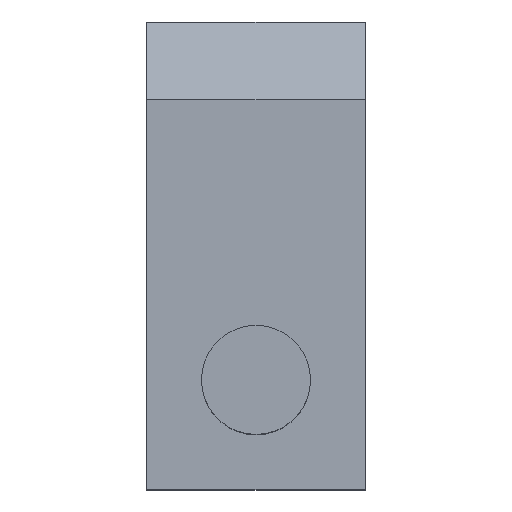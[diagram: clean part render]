
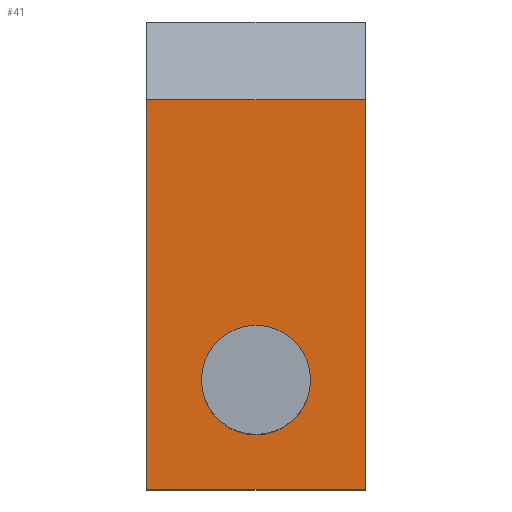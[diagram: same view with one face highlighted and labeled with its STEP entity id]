
A CAD part, top view. The second image highlights one B-rep face of the part: STEP entity #41.
In plain terms, the highlighted planar face has unit normal (0, 0, 1).
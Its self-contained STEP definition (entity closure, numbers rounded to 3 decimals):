
#1 = DIRECTION ( 'NONE',  ( -1., 0., 0. ) ) ;
#32 = CARTESIAN_POINT ( 'NONE',  ( 14., 60., 22.5 ) ) ;
#40 = ORIENTED_EDGE ( 'NONE', *, *, #197, .F. ) ;
#41 = ADVANCED_FACE ( 'NONE', ( #162, #526 ), #206, .F. ) ;
#59 = EDGE_CURVE ( 'NONE', #237, #314, #393, .T. ) ;
#68 = CIRCLE ( 'NONE', #202, 7. ) ;
#79 = VECTOR ( 'NONE', #1, 1000. ) ;
#86 = VERTEX_POINT ( 'NONE', #436 ) ;
#124 = VERTEX_POINT ( 'NONE', #429 ) ;
#125 = EDGE_LOOP ( 'NONE', ( #195, #40 ) ) ;
#138 = CARTESIAN_POINT ( 'NONE',  ( 0., 14., 22.5 ) ) ;
#146 = AXIS2_PLACEMENT_3D ( 'NONE', #166, #164, #316 ) ;
#148 = CARTESIAN_POINT ( 'NONE',  ( -14., 60., 22.5 ) ) ;
#162 = FACE_BOUND ( 'NONE', #125, .T. ) ;
#163 = VECTOR ( 'NONE', #369, 1000. ) ;
#164 = DIRECTION ( 'NONE',  ( 0., 0., -1. ) ) ;
#166 = CARTESIAN_POINT ( 'NONE',  ( -14., 60., 22.5 ) ) ;
#169 = CARTESIAN_POINT ( 'NONE',  ( -14., 50., 22.5 ) ) ;
#181 = DIRECTION ( 'NONE',  ( 0., 0., 1. ) ) ;
#185 = CARTESIAN_POINT ( 'NONE',  ( 14., 0., 22.5 ) ) ;
#188 = ORIENTED_EDGE ( 'NONE', *, *, #347, .T. ) ;
#190 = DIRECTION ( 'NONE',  ( 0., -1., 0. ) ) ;
#195 = ORIENTED_EDGE ( 'NONE', *, *, #493, .F. ) ;
#196 = DIRECTION ( 'NONE',  ( -1., 0., 0. ) ) ;
#197 = EDGE_CURVE ( 'NONE', #242, #86, #368, .T. ) ;
#202 = AXIS2_PLACEMENT_3D ( 'NONE', #138, #379, #196 ) ;
#206 = PLANE ( 'NONE',  #146 ) ;
#232 = CARTESIAN_POINT ( 'NONE',  ( 14., 50., 22.5 ) ) ;
#237 = VERTEX_POINT ( 'NONE', #232 ) ;
#242 = VERTEX_POINT ( 'NONE', #395 ) ;
#244 = ORIENTED_EDGE ( 'NONE', *, *, #398, .T. ) ;
#299 = AXIS2_PLACEMENT_3D ( 'NONE', #510, #181, #383 ) ;
#314 = VERTEX_POINT ( 'NONE', #185 ) ;
#316 = DIRECTION ( 'NONE',  ( -1., 0., 0. ) ) ;
#317 = LINE ( 'NONE', #169, #79 ) ;
#318 = EDGE_LOOP ( 'NONE', ( #406, #441, #188, #244 ) ) ;
#324 = VECTOR ( 'NONE', #340, 1000. ) ;
#340 = DIRECTION ( 'NONE',  ( 0., -1., 0. ) ) ;
#347 = EDGE_CURVE ( 'NONE', #124, #389, #511, .T. ) ;
#368 = CIRCLE ( 'NONE', #299, 7. ) ;
#369 = DIRECTION ( 'NONE',  ( 1., 0., 0. ) ) ;
#379 = DIRECTION ( 'NONE',  ( 0., 0., 1. ) ) ;
#383 = DIRECTION ( 'NONE',  ( -1., 0., 0. ) ) ;
#389 = VERTEX_POINT ( 'NONE', #534 ) ;
#393 = LINE ( 'NONE', #32, #324 ) ;
#395 = CARTESIAN_POINT ( 'NONE',  ( 7., 14., 22.5 ) ) ;
#398 = EDGE_CURVE ( 'NONE', #389, #314, #491, .T. ) ;
#399 = EDGE_CURVE ( 'NONE', #237, #124, #317, .T. ) ;
#406 = ORIENTED_EDGE ( 'NONE', *, *, #59, .F. ) ;
#429 = CARTESIAN_POINT ( 'NONE',  ( -14., 50., 22.5 ) ) ;
#436 = CARTESIAN_POINT ( 'NONE',  ( -7., 14., 22.5 ) ) ;
#441 = ORIENTED_EDGE ( 'NONE', *, *, #399, .T. ) ;
#480 = VECTOR ( 'NONE', #190, 1000. ) ;
#491 = LINE ( 'NONE', #533, #163 ) ;
#493 = EDGE_CURVE ( 'NONE', #86, #242, #68, .T. ) ;
#510 = CARTESIAN_POINT ( 'NONE',  ( 0., 14., 22.5 ) ) ;
#511 = LINE ( 'NONE', #148, #480 ) ;
#526 = FACE_OUTER_BOUND ( 'NONE', #318, .T. ) ;
#533 = CARTESIAN_POINT ( 'NONE',  ( -14., 0., 22.5 ) ) ;
#534 = CARTESIAN_POINT ( 'NONE',  ( -14., 0., 22.5 ) ) ;
